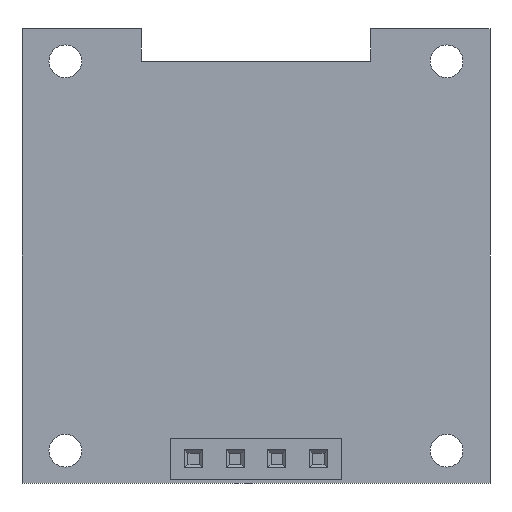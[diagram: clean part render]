
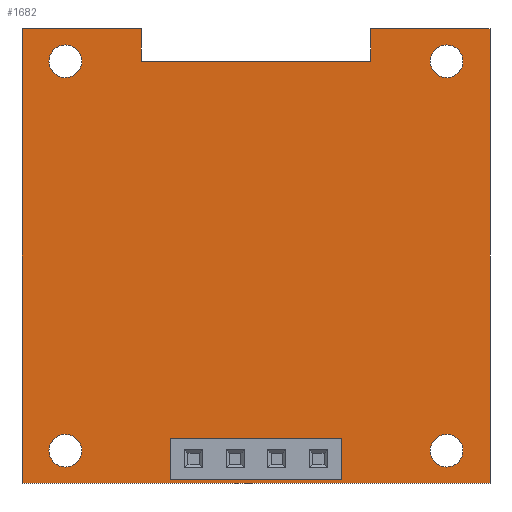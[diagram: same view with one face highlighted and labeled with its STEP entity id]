
A CAD part, front view. The second image highlights one B-rep face of the part: STEP entity #1682.
In plain terms, the highlighted planar face has unit normal (0, -1, 0).
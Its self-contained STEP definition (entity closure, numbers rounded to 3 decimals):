
#36=DIRECTION('',(1.,0.,0.));
#37=VECTOR('',#36,7.3);
#38=CARTESIAN_POINT('',(-14.3,0.,0.));
#39=LINE('',#38,#37);
#44=DIRECTION('',(0.,0.,-1.));
#45=VECTOR('',#44,2.);
#46=CARTESIAN_POINT('',(-7.,0.,0.));
#47=LINE('',#46,#45);
#51=DIRECTION('',(1.,0.,0.));
#52=VECTOR('',#51,14.);
#53=CARTESIAN_POINT('',(-7.,0.,-2.));
#54=LINE('',#53,#52);
#58=DIRECTION('',(0.,0.,1.));
#59=VECTOR('',#58,2.);
#60=CARTESIAN_POINT('',(7.,0.,-2.));
#61=LINE('',#60,#59);
#65=DIRECTION('',(1.,0.,0.));
#66=VECTOR('',#65,7.3);
#67=CARTESIAN_POINT('',(7.,0.,0.));
#68=LINE('',#67,#66);
#72=DIRECTION('',(0.,0.,-1.));
#73=VECTOR('',#72,27.8);
#74=CARTESIAN_POINT('',(14.3,0.,0.));
#75=LINE('',#74,#73);
#79=DIRECTION('',(-1.,0.,0.));
#80=VECTOR('',#79,28.6);
#81=CARTESIAN_POINT('',(14.3,0.,-27.8));
#82=LINE('',#81,#80);
#86=DIRECTION('',(0.,0.,1.));
#87=VECTOR('',#86,27.8);
#88=CARTESIAN_POINT('',(-14.3,0.,-27.8));
#89=LINE('',#88,#87);
#93=CARTESIAN_POINT('',(-11.65,0.,-2.));
#94=DIRECTION('',(0.,1.,0.));
#95=DIRECTION('',(1.,0.,0.));
#96=AXIS2_PLACEMENT_3D('',#93,#94,#95);
#101=CARTESIAN_POINT('',(-11.65,0.,-2.));
#102=DIRECTION('',(0.,1.,0.));
#103=DIRECTION('',(-1.,0.,0.));
#104=AXIS2_PLACEMENT_3D('',#101,#102,#103);
#109=CARTESIAN_POINT('',(-11.65,0.,-25.8));
#110=DIRECTION('',(0.,1.,0.));
#111=DIRECTION('',(1.,0.,0.));
#112=AXIS2_PLACEMENT_3D('',#109,#110,#111);
#117=CARTESIAN_POINT('',(-11.65,0.,-25.8));
#118=DIRECTION('',(0.,1.,0.));
#119=DIRECTION('',(-1.,0.,0.));
#120=AXIS2_PLACEMENT_3D('',#117,#118,#119);
#125=CARTESIAN_POINT('',(11.65,0.,-2.));
#126=DIRECTION('',(0.,1.,0.));
#127=DIRECTION('',(1.,0.,0.));
#128=AXIS2_PLACEMENT_3D('',#125,#126,#127);
#133=CARTESIAN_POINT('',(11.65,0.,-2.));
#134=DIRECTION('',(0.,1.,0.));
#135=DIRECTION('',(-1.,0.,0.));
#136=AXIS2_PLACEMENT_3D('',#133,#134,#135);
#141=CARTESIAN_POINT('',(11.65,0.,-25.8));
#142=DIRECTION('',(0.,1.,0.));
#143=DIRECTION('',(1.,0.,0.));
#144=AXIS2_PLACEMENT_3D('',#141,#142,#143);
#149=CARTESIAN_POINT('',(11.65,0.,-25.8));
#150=DIRECTION('',(0.,1.,0.));
#151=DIRECTION('',(-1.,0.,0.));
#152=AXIS2_PLACEMENT_3D('',#149,#150,#151);
#157=DIRECTION('',(0.,0.,1.));
#158=VECTOR('',#157,2.54);
#159=CARTESIAN_POINT('',(5.25,0.,-27.57));
#160=LINE('',#159,#158);
#164=DIRECTION('',(-1.,0.,0.));
#165=VECTOR('',#164,10.5);
#166=CARTESIAN_POINT('',(5.25,0.,-25.03));
#167=LINE('',#166,#165);
#171=DIRECTION('',(0.,0.,-1.));
#172=VECTOR('',#171,2.54);
#173=CARTESIAN_POINT('',(-5.25,0.,-25.03));
#174=LINE('',#173,#172);
#178=DIRECTION('',(1.,0.,0.));
#179=VECTOR('',#178,10.5);
#180=CARTESIAN_POINT('',(-5.25,0.,-27.57));
#181=LINE('',#180,#179);
#1385=CARTESIAN_POINT('',(-14.3,0.,0.));
#1386=CARTESIAN_POINT('',(-7.,0.,0.));
#1387=VERTEX_POINT('',#1385);
#1388=VERTEX_POINT('',#1386);
#1389=CARTESIAN_POINT('',(-7.,0.,-2.));
#1390=VERTEX_POINT('',#1389);
#1391=CARTESIAN_POINT('',(7.,0.,-2.));
#1392=VERTEX_POINT('',#1391);
#1393=CARTESIAN_POINT('',(7.,0.,0.));
#1394=VERTEX_POINT('',#1393);
#1395=CARTESIAN_POINT('',(14.3,0.,0.));
#1396=VERTEX_POINT('',#1395);
#1397=CARTESIAN_POINT('',(14.3,0.,-27.8));
#1398=VERTEX_POINT('',#1397);
#1399=CARTESIAN_POINT('',(-14.3,0.,-27.8));
#1400=VERTEX_POINT('',#1399);
#1417=CARTESIAN_POINT('',(-10.65,0.,-2.));
#1418=CARTESIAN_POINT('',(-12.65,0.,-2.));
#1419=VERTEX_POINT('',#1417);
#1420=VERTEX_POINT('',#1418);
#1421=CARTESIAN_POINT('',(-10.65,0.,-25.8));
#1422=CARTESIAN_POINT('',(-12.65,0.,-25.8));
#1423=VERTEX_POINT('',#1421);
#1424=VERTEX_POINT('',#1422);
#1425=CARTESIAN_POINT('',(12.65,0.,-2.));
#1426=CARTESIAN_POINT('',(10.65,0.,-2.));
#1427=VERTEX_POINT('',#1425);
#1428=VERTEX_POINT('',#1426);
#1429=CARTESIAN_POINT('',(12.65,0.,-25.8));
#1430=CARTESIAN_POINT('',(10.65,0.,-25.8));
#1431=VERTEX_POINT('',#1429);
#1432=VERTEX_POINT('',#1430);
#1489=CARTESIAN_POINT('',(5.25,0.,-27.57));
#1490=CARTESIAN_POINT('',(5.25,0.,-25.03));
#1491=VERTEX_POINT('',#1489);
#1492=VERTEX_POINT('',#1490);
#1493=CARTESIAN_POINT('',(-5.25,0.,-25.03));
#1494=VERTEX_POINT('',#1493);
#1495=CARTESIAN_POINT('',(-5.25,0.,-27.57));
#1496=VERTEX_POINT('',#1495);
#1625=CARTESIAN_POINT('',(0.,0.,0.));
#1626=DIRECTION('',(0.,1.,0.));
#1627=DIRECTION('',(1.,0.,0.));
#1628=AXIS2_PLACEMENT_3D('',#1625,#1626,#1627);
#1629=PLANE('',#1628);
#1631=ORIENTED_EDGE('',*,*,#1630,.T.);
#1633=ORIENTED_EDGE('',*,*,#1632,.T.);
#1635=ORIENTED_EDGE('',*,*,#1634,.T.);
#1637=ORIENTED_EDGE('',*,*,#1636,.T.);
#1639=ORIENTED_EDGE('',*,*,#1638,.T.);
#1641=ORIENTED_EDGE('',*,*,#1640,.T.);
#1643=ORIENTED_EDGE('',*,*,#1642,.T.);
#1645=ORIENTED_EDGE('',*,*,#1644,.T.);
#1646=EDGE_LOOP('',(#1631,#1633,#1635,#1637,#1639,#1641,#1643,#1645));
#1647=FACE_OUTER_BOUND('',#1646,.F.);
#1649=ORIENTED_EDGE('',*,*,#1648,.F.);
#1651=ORIENTED_EDGE('',*,*,#1650,.F.);
#1652=EDGE_LOOP('',(#1649,#1651));
#1653=FACE_BOUND('',#1652,.F.);
#1655=ORIENTED_EDGE('',*,*,#1654,.F.);
#1657=ORIENTED_EDGE('',*,*,#1656,.F.);
#1658=EDGE_LOOP('',(#1655,#1657));
#1659=FACE_BOUND('',#1658,.F.);
#1661=ORIENTED_EDGE('',*,*,#1660,.F.);
#1663=ORIENTED_EDGE('',*,*,#1662,.F.);
#1664=EDGE_LOOP('',(#1661,#1663));
#1665=FACE_BOUND('',#1664,.F.);
#1667=ORIENTED_EDGE('',*,*,#1666,.F.);
#1669=ORIENTED_EDGE('',*,*,#1668,.F.);
#1670=EDGE_LOOP('',(#1667,#1669));
#1671=FACE_BOUND('',#1670,.F.);
#1673=ORIENTED_EDGE('',*,*,#1672,.T.);
#1675=ORIENTED_EDGE('',*,*,#1674,.T.);
#1677=ORIENTED_EDGE('',*,*,#1676,.T.);
#1679=ORIENTED_EDGE('',*,*,#1678,.T.);
#1680=EDGE_LOOP('',(#1673,#1675,#1677,#1679));
#1681=FACE_BOUND('',#1680,.F.);
#97=CIRCLE('',#96,1.);
#105=CIRCLE('',#104,1.);
#113=CIRCLE('',#112,1.);
#121=CIRCLE('',#120,1.);
#129=CIRCLE('',#128,1.);
#137=CIRCLE('',#136,1.);
#145=CIRCLE('',#144,1.);
#153=CIRCLE('',#152,1.);
#1630=EDGE_CURVE('',#1387,#1388,#39,.T.);
#1632=EDGE_CURVE('',#1388,#1390,#47,.T.);
#1634=EDGE_CURVE('',#1390,#1392,#54,.T.);
#1636=EDGE_CURVE('',#1392,#1394,#61,.T.);
#1638=EDGE_CURVE('',#1394,#1396,#68,.T.);
#1640=EDGE_CURVE('',#1396,#1398,#75,.T.);
#1642=EDGE_CURVE('',#1398,#1400,#82,.T.);
#1644=EDGE_CURVE('',#1400,#1387,#89,.T.);
#1648=EDGE_CURVE('',#1419,#1420,#97,.T.);
#1650=EDGE_CURVE('',#1420,#1419,#105,.T.);
#1654=EDGE_CURVE('',#1423,#1424,#113,.T.);
#1656=EDGE_CURVE('',#1424,#1423,#121,.T.);
#1660=EDGE_CURVE('',#1427,#1428,#129,.T.);
#1662=EDGE_CURVE('',#1428,#1427,#137,.T.);
#1666=EDGE_CURVE('',#1431,#1432,#145,.T.);
#1668=EDGE_CURVE('',#1432,#1431,#153,.T.);
#1672=EDGE_CURVE('',#1491,#1492,#160,.T.);
#1674=EDGE_CURVE('',#1492,#1494,#167,.T.);
#1676=EDGE_CURVE('',#1494,#1496,#174,.T.);
#1678=EDGE_CURVE('',#1496,#1491,#181,.T.);
#1682=ADVANCED_FACE('',(#1647,#1653,#1659,#1665,#1671,#1681),#1629,.F.);
